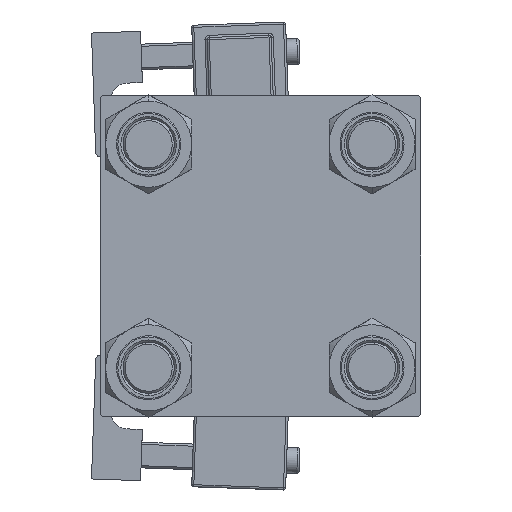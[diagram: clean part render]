
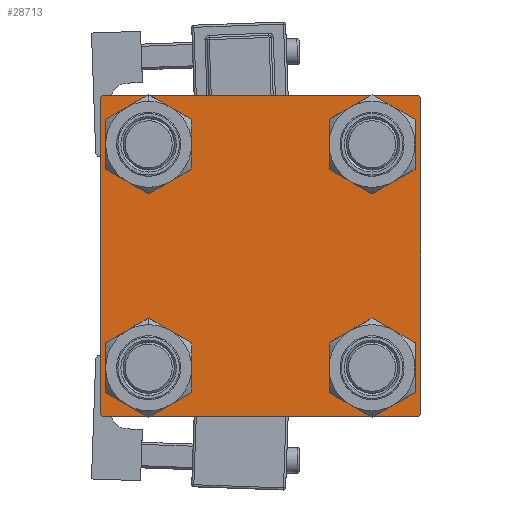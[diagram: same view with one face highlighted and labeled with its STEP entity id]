
A CAD part, left-side view. The second image highlights one B-rep face of the part: STEP entity #28713.
In plain terms, the highlighted planar face has unit normal (-1, 0, 0).
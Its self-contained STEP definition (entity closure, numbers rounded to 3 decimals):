
#284 = DIRECTION ( 'NONE',  ( 0., 0., 1. ) ) ;
#559 = CARTESIAN_POINT ( 'NONE',  ( 0., 37.5, 37. ) ) ;
#819 = CARTESIAN_POINT ( 'NONE',  ( 0., 37.25, 37.25 ) ) ;
#1472 = EDGE_CURVE ( 'NONE', #17030, #18770, #12691, .T. ) ;
#2068 = CARTESIAN_POINT ( 'NONE',  ( 0., 26.15, 26.15 ) ) ;
#2235 = CARTESIAN_POINT ( 'NONE',  ( 0., 37.5, -37. ) ) ;
#3140 = FACE_BOUND ( 'NONE', #42275, .T. ) ;
#3208 = EDGE_CURVE ( 'NONE', #18803, #18084, #41642, .T. ) ;
#3660 = VECTOR ( 'NONE', #39105, 1000. ) ;
#3912 = FACE_OUTER_BOUND ( 'NONE', #12321, .T. ) ;
#4508 = CARTESIAN_POINT ( 'NONE',  ( 0., -37.5, 37.5 ) ) ;
#4674 = LINE ( 'NONE', #52532, #21361 ) ;
#4797 = LINE ( 'NONE', #819, #21545 ) ;
#5054 = AXIS2_PLACEMENT_3D ( 'NONE', #27144, #9894, #14132 ) ;
#5360 = CIRCLE ( 'NONE', #36764, 6.5 ) ;
#5675 = EDGE_CURVE ( 'NONE', #30893, #50174, #4674, .T. ) ;
#6290 = CARTESIAN_POINT ( 'NONE',  ( 0., -37.25, 37.25 ) ) ;
#6514 = CARTESIAN_POINT ( 'NONE',  ( 0., -26.15, 32.65 ) ) ;
#6550 = DIRECTION ( 'NONE',  ( 0., 0.707, 0.707 ) ) ;
#7098 = ORIENTED_EDGE ( 'NONE', *, *, #3208, .T. ) ;
#7334 = AXIS2_PLACEMENT_3D ( 'NONE', #40925, #20220, #36407 ) ;
#7950 = VERTEX_POINT ( 'NONE', #32872 ) ;
#8143 = DIRECTION ( 'NONE',  ( 0., 0., 1. ) ) ;
#8439 = CARTESIAN_POINT ( 'NONE',  ( 0., 37.5, 37.5 ) ) ;
#9808 = EDGE_CURVE ( 'NONE', #19603, #30893, #10165, .T. ) ;
#9894 = DIRECTION ( 'NONE',  ( 1., 0., 0. ) ) ;
#9903 = EDGE_LOOP ( 'NONE', ( #10965, #7098 ) ) ;
#10165 = LINE ( 'NONE', #42582, #3660 ) ;
#10965 = ORIENTED_EDGE ( 'NONE', *, *, #12509, .T. ) ;
#11014 = EDGE_CURVE ( 'NONE', #50028, #19603, #4797, .T. ) ;
#11402 = CIRCLE ( 'NONE', #52112, 6.5 ) ;
#11899 = CARTESIAN_POINT ( 'NONE',  ( 0., 0., 0. ) ) ;
#12160 = DIRECTION ( 'NONE',  ( 0., 0., 1. ) ) ;
#12321 = EDGE_LOOP ( 'NONE', ( #17176, #17874, #24489, #18355, #21337, #14484, #40337, #38470 ) ) ;
#12435 = DIRECTION ( 'NONE',  ( 0., -1., 0. ) ) ;
#12509 = EDGE_CURVE ( 'NONE', #18084, #18803, #5360, .T. ) ;
#12569 = CARTESIAN_POINT ( 'NONE',  ( 0., -37.5, -37. ) ) ;
#12691 = CIRCLE ( 'NONE', #5054, 6.5 ) ;
#13328 = DIRECTION ( 'NONE',  ( 1., 0., 0. ) ) ;
#14132 = DIRECTION ( 'NONE',  ( 0., 0., 1. ) ) ;
#14346 = EDGE_CURVE ( 'NONE', #18770, #17030, #11402, .T. ) ;
#14484 = ORIENTED_EDGE ( 'NONE', *, *, #42804, .T. ) ;
#14705 = CARTESIAN_POINT ( 'NONE',  ( 0., 37., -37.5 ) ) ;
#15333 = DIRECTION ( 'NONE',  ( 1., 0., 0. ) ) ;
#17022 = CARTESIAN_POINT ( 'NONE',  ( 0., 26.15, -19.65 ) ) ;
#17030 = VERTEX_POINT ( 'NONE', #32321 ) ;
#17176 = ORIENTED_EDGE ( 'NONE', *, *, #9808, .T. ) ;
#17874 = ORIENTED_EDGE ( 'NONE', *, *, #5675, .T. ) ;
#17885 = VERTEX_POINT ( 'NONE', #17022 ) ;
#17976 = CARTESIAN_POINT ( 'NONE',  ( 0., 37.5, -37.5 ) ) ;
#18084 = VERTEX_POINT ( 'NONE', #46123 ) ;
#18126 = VERTEX_POINT ( 'NONE', #29398 ) ;
#18246 = VERTEX_POINT ( 'NONE', #6514 ) ;
#18355 = ORIENTED_EDGE ( 'NONE', *, *, #47886, .T. ) ;
#18770 = VERTEX_POINT ( 'NONE', #50768 ) ;
#18803 = VERTEX_POINT ( 'NONE', #22602 ) ;
#19028 = CARTESIAN_POINT ( 'NONE',  ( 0., -26.15, -26.15 ) ) ;
#19105 = AXIS2_PLACEMENT_3D ( 'NONE', #19336, #15333, #8143 ) ;
#19336 = CARTESIAN_POINT ( 'NONE',  ( 0., -26.15, 26.15 ) ) ;
#19584 = AXIS2_PLACEMENT_3D ( 'NONE', #49738, #13328, #25829 ) ;
#19603 = VERTEX_POINT ( 'NONE', #559 ) ;
#19952 = CARTESIAN_POINT ( 'NONE',  ( 0., -37., -37.5 ) ) ;
#20089 = VECTOR ( 'NONE', #44136, 1000. ) ;
#20149 = DIRECTION ( 'NONE',  ( -1., 0., 0. ) ) ;
#20220 = DIRECTION ( 'NONE',  ( 1., 0., 0. ) ) ;
#20615 = EDGE_CURVE ( 'NONE', #17885, #18126, #34526, .T. ) ;
#21337 = ORIENTED_EDGE ( 'NONE', *, *, #46695, .F. ) ;
#21361 = VECTOR ( 'NONE', #36574, 1000. ) ;
#21545 = VECTOR ( 'NONE', #47710, 1000. ) ;
#22602 = CARTESIAN_POINT ( 'NONE',  ( 0., -26.15, -32.65 ) ) ;
#23878 = PLANE ( 'NONE',  #44133 ) ;
#24192 = CIRCLE ( 'NONE', #41969, 6.5 ) ;
#24472 = LINE ( 'NONE', #4508, #20089 ) ;
#24489 = ORIENTED_EDGE ( 'NONE', *, *, #36487, .T. ) ;
#25829 = DIRECTION ( 'NONE',  ( 0., 0., 1. ) ) ;
#26505 = LINE ( 'NONE', #6290, #50459 ) ;
#27144 = CARTESIAN_POINT ( 'NONE',  ( 0., 26.15, 26.15 ) ) ;
#27640 = ORIENTED_EDGE ( 'NONE', *, *, #38731, .T. ) ;
#28210 = CARTESIAN_POINT ( 'NONE',  ( 0., 26.15, -26.15 ) ) ;
#28273 = VERTEX_POINT ( 'NONE', #19952 ) ;
#28713 = ADVANCED_FACE ( 'NONE', ( #3140, #43798, #31313, #44319, #3912 ), #23878, .T. ) ;
#29398 = CARTESIAN_POINT ( 'NONE',  ( 0., 26.15, -32.65 ) ) ;
#30893 = VERTEX_POINT ( 'NONE', #2235 ) ;
#31313 = FACE_BOUND ( 'NONE', #33885, .T. ) ;
#31849 = CIRCLE ( 'NONE', #19105, 6.5 ) ;
#32321 = CARTESIAN_POINT ( 'NONE',  ( 0., 26.15, 19.65 ) ) ;
#32872 = CARTESIAN_POINT ( 'NONE',  ( 0., -37.5, 37. ) ) ;
#32898 = LINE ( 'NONE', #49114, #44680 ) ;
#33885 = EDGE_LOOP ( 'NONE', ( #45672, #27640 ) ) ;
#33923 = LINE ( 'NONE', #17976, #40178 ) ;
#34230 = DIRECTION ( 'NONE',  ( 1., 0., 0. ) ) ;
#34293 = VECTOR ( 'NONE', #12435, 1000. ) ;
#34370 = CARTESIAN_POINT ( 'NONE',  ( 0., 26.15, -26.15 ) ) ;
#34526 = CIRCLE ( 'NONE', #51501, 6.5 ) ;
#34699 = DIRECTION ( 'NONE',  ( 0., -1., 0. ) ) ;
#34831 = ORIENTED_EDGE ( 'NONE', *, *, #46743, .T. ) ;
#35154 = DIRECTION ( 'NONE',  ( 1., 0., 0. ) ) ;
#35230 = DIRECTION ( 'NONE',  ( 1., 0., 0. ) ) ;
#35494 = DIRECTION ( 'NONE',  ( 0., 0., 1. ) ) ;
#36407 = DIRECTION ( 'NONE',  ( 0., 0., 1. ) ) ;
#36487 = EDGE_CURVE ( 'NONE', #50174, #28273, #33923, .T. ) ;
#36574 = DIRECTION ( 'NONE',  ( 0., -0.707, -0.707 ) ) ;
#36634 = VERTEX_POINT ( 'NONE', #48007 ) ;
#36764 = AXIS2_PLACEMENT_3D ( 'NONE', #19028, #35230, #35494 ) ;
#37876 = EDGE_LOOP ( 'NONE', ( #49907, #47643 ) ) ;
#38470 = ORIENTED_EDGE ( 'NONE', *, *, #11014, .T. ) ;
#38724 = DIRECTION ( 'NONE',  ( 0., 0., 1. ) ) ;
#38731 = EDGE_CURVE ( 'NONE', #18126, #17885, #24192, .T. ) ;
#39105 = DIRECTION ( 'NONE',  ( 0., 0., -1. ) ) ;
#39561 = CIRCLE ( 'NONE', #7334, 6.5 ) ;
#40091 = EDGE_CURVE ( 'NONE', #18246, #40123, #31849, .T. ) ;
#40123 = VERTEX_POINT ( 'NONE', #40549 ) ;
#40178 = VECTOR ( 'NONE', #34699, 1000. ) ;
#40337 = ORIENTED_EDGE ( 'NONE', *, *, #41832, .F. ) ;
#40549 = CARTESIAN_POINT ( 'NONE',  ( 0., -26.15, 19.65 ) ) ;
#40925 = CARTESIAN_POINT ( 'NONE',  ( 0., -26.15, 26.15 ) ) ;
#41140 = DIRECTION ( 'NONE',  ( 0., -0.707, 0.707 ) ) ;
#41642 = CIRCLE ( 'NONE', #19584, 6.5 ) ;
#41832 = EDGE_CURVE ( 'NONE', #50028, #36634, #44589, .T. ) ;
#41969 = AXIS2_PLACEMENT_3D ( 'NONE', #28210, #44399, #284 ) ;
#42275 = EDGE_LOOP ( 'NONE', ( #43373, #34831 ) ) ;
#42344 = DIRECTION ( 'NONE',  ( 0., 0., 1. ) ) ;
#42582 = CARTESIAN_POINT ( 'NONE',  ( 0., 37.5, 37.5 ) ) ;
#42804 = EDGE_CURVE ( 'NONE', #7950, #36634, #26505, .T. ) ;
#43373 = ORIENTED_EDGE ( 'NONE', *, *, #40091, .T. ) ;
#43798 = FACE_BOUND ( 'NONE', #9903, .T. ) ;
#44133 = AXIS2_PLACEMENT_3D ( 'NONE', #11899, #20149, #12160 ) ;
#44136 = DIRECTION ( 'NONE',  ( 0., 0., -1. ) ) ;
#44319 = FACE_BOUND ( 'NONE', #37876, .T. ) ;
#44399 = DIRECTION ( 'NONE',  ( 1., 0., 0. ) ) ;
#44589 = LINE ( 'NONE', #8439, #34293 ) ;
#44680 = VECTOR ( 'NONE', #41140, 1000. ) ;
#45672 = ORIENTED_EDGE ( 'NONE', *, *, #20615, .T. ) ;
#46123 = CARTESIAN_POINT ( 'NONE',  ( 0., -26.15, -19.65 ) ) ;
#46286 = VERTEX_POINT ( 'NONE', #12569 ) ;
#46695 = EDGE_CURVE ( 'NONE', #7950, #46286, #24472, .T. ) ;
#46743 = EDGE_CURVE ( 'NONE', #40123, #18246, #39561, .T. ) ;
#47643 = ORIENTED_EDGE ( 'NONE', *, *, #1472, .T. ) ;
#47710 = DIRECTION ( 'NONE',  ( 0., 0.707, -0.707 ) ) ;
#47886 = EDGE_CURVE ( 'NONE', #28273, #46286, #32898, .T. ) ;
#48007 = CARTESIAN_POINT ( 'NONE',  ( 0., -37., 37.5 ) ) ;
#49114 = CARTESIAN_POINT ( 'NONE',  ( 0., -37.25, -37.25 ) ) ;
#49738 = CARTESIAN_POINT ( 'NONE',  ( 0., -26.15, -26.15 ) ) ;
#49907 = ORIENTED_EDGE ( 'NONE', *, *, #14346, .T. ) ;
#50028 = VERTEX_POINT ( 'NONE', #50336 ) ;
#50174 = VERTEX_POINT ( 'NONE', #14705 ) ;
#50336 = CARTESIAN_POINT ( 'NONE',  ( 0., 37., 37.5 ) ) ;
#50459 = VECTOR ( 'NONE', #6550, 1000. ) ;
#50768 = CARTESIAN_POINT ( 'NONE',  ( 0., 26.15, 32.65 ) ) ;
#51501 = AXIS2_PLACEMENT_3D ( 'NONE', #34370, #35154, #42344 ) ;
#52112 = AXIS2_PLACEMENT_3D ( 'NONE', #2068, #34230, #38724 ) ;
#52532 = CARTESIAN_POINT ( 'NONE',  ( 0., 37.25, -37.25 ) ) ;
